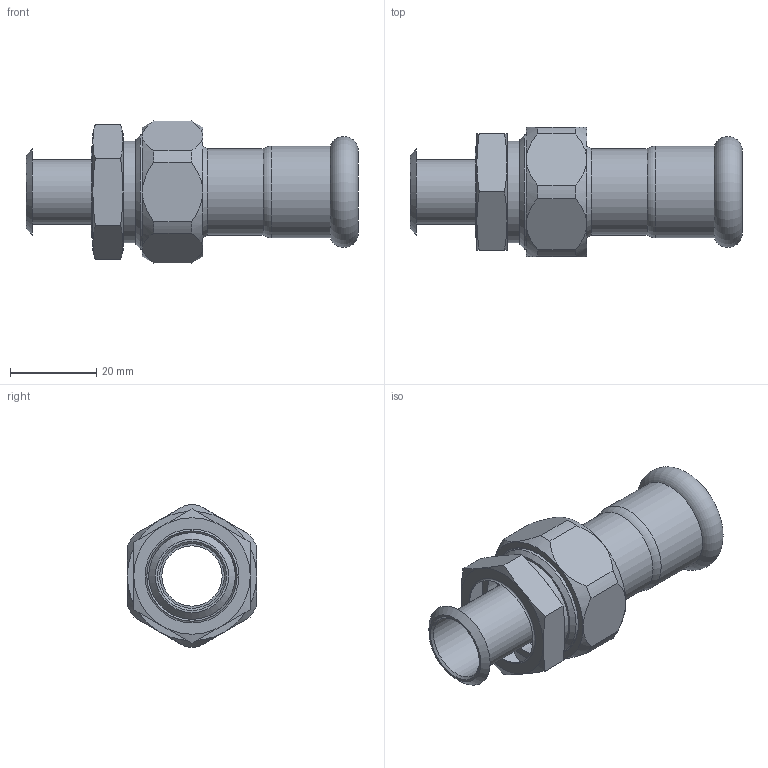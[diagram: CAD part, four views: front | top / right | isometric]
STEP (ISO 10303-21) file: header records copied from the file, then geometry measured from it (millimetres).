
FILE_DESCRIPTION(/* description */ ('BOCCHETTONE SEDE PIANA FILETTATO MASCHIO 1/2"X18 INOX'),/* implementation_level */ '2;1');
FILE_NAME(/* name */ '184018002I_Inoxpres.stp',/* time_stamp */ '2022-10-11T13:56:02+02:00',/* author */ ('Vault'),/* organization */ ('Raccorderie metalliche s.p.a. '),/* preprocessor_version */ 'ST-DEVELOPER v18.1',/* originating_system */ 'Autodesk Inventor 2020',/* authorisation */ 'Raccorderie metalliche s.p.a. ');
FILE_SCHEMA (('AUTOMOTIVE_DESIGN { 1 0 10303 214 3 1 1 }'));
Length unit declared in the file: millimetre
Products named in the file (1): 184018002I_Inoxpres
Bounding box: 77 x 30 x 32.98 mm (x, y, z)
Volume: 18544.5 mm3; surface area: 12500 mm2
Topology: 1 solids, 2 shells, 89 faces, 225 edges, 147 vertices
Faces by surface type: cone 37, plane 23, cylinder 21, torus 8
Full cylindrical faces by diameter (mm): 14 x1, 15 x1, 17 x1, 18.3 x1, 18.7 x2, 20 x1, 21.3 x1, 21.8 x1, 22.2 x1, 23.5 x1, 24 x2, 24.4 x1, 26.44 x1
Entity records: 2755 total; most frequent: CARTESIAN_POINT 558, DIRECTION 488, ORIENTED_EDGE 450, EDGE_CURVE 225, AXIS2_PLACEMENT_3D 221, VERTEX_POINT 147, CIRCLE 131, EDGE_LOOP 100
